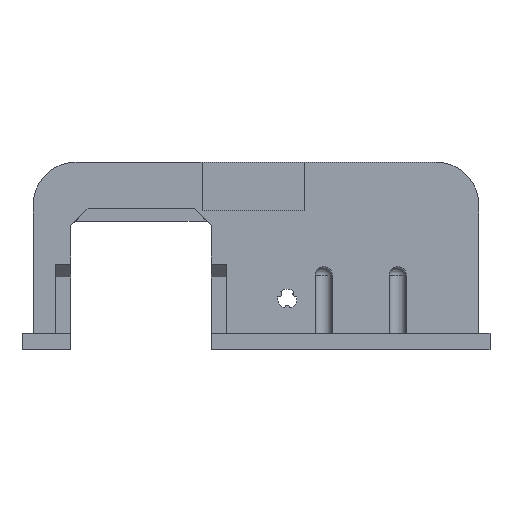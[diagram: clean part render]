
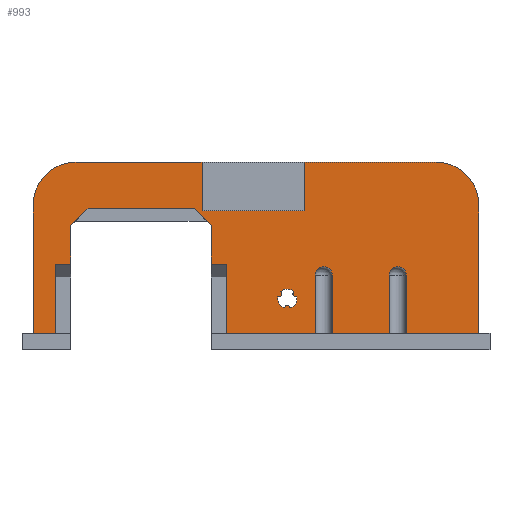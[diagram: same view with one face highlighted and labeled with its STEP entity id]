
A CAD part, top view. The second image highlights one B-rep face of the part: STEP entity #993.
In plain terms, the highlighted planar face has unit normal (0, 0, 1).
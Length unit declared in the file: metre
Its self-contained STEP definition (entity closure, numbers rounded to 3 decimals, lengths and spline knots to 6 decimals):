
#30=CIRCLE('',#1059,0.001);
#31=CIRCLE('',#1060,0.005);
#32=CIRCLE('',#1061,0.005);
#33=CIRCLE('',#1062,0.001);
#34=CIRCLE('',#1063,0.000325);
#35=CIRCLE('',#1064,0.001125);
#36=CIRCLE('',#1065,0.000325);
#37=CIRCLE('',#1066,0.001125);
#38=CIRCLE('',#1067,0.000325);
#39=CIRCLE('',#1068,0.001125);
#72=ORIENTED_EDGE('',*,*,#372,.T.);
#73=ORIENTED_EDGE('',*,*,#373,.T.);
#74=ORIENTED_EDGE('',*,*,#374,.T.);
#75=ORIENTED_EDGE('',*,*,#375,.T.);
#76=ORIENTED_EDGE('',*,*,#376,.T.);
#77=ORIENTED_EDGE('',*,*,#377,.F.);
#78=ORIENTED_EDGE('',*,*,#378,.F.);
#79=ORIENTED_EDGE('',*,*,#379,.F.);
#80=ORIENTED_EDGE('',*,*,#380,.F.);
#81=ORIENTED_EDGE('',*,*,#381,.F.);
#82=ORIENTED_EDGE('',*,*,#382,.T.);
#83=ORIENTED_EDGE('',*,*,#383,.F.);
#84=ORIENTED_EDGE('',*,*,#384,.T.);
#85=ORIENTED_EDGE('',*,*,#385,.T.);
#86=ORIENTED_EDGE('',*,*,#386,.T.);
#87=ORIENTED_EDGE('',*,*,#387,.T.);
#88=ORIENTED_EDGE('',*,*,#388,.T.);
#89=ORIENTED_EDGE('',*,*,#389,.F.);
#90=ORIENTED_EDGE('',*,*,#390,.T.);
#91=ORIENTED_EDGE('',*,*,#366,.F.);
#92=ORIENTED_EDGE('',*,*,#391,.T.);
#93=ORIENTED_EDGE('',*,*,#392,.T.);
#94=ORIENTED_EDGE('',*,*,#393,.T.);
#95=ORIENTED_EDGE('',*,*,#394,.F.);
#96=ORIENTED_EDGE('',*,*,#395,.T.);
#97=ORIENTED_EDGE('',*,*,#396,.T.);
#98=ORIENTED_EDGE('',*,*,#397,.T.);
#99=ORIENTED_EDGE('',*,*,#398,.F.);
#100=ORIENTED_EDGE('',*,*,#399,.T.);
#101=ORIENTED_EDGE('',*,*,#400,.F.);
#102=ORIENTED_EDGE('',*,*,#401,.T.);
#103=ORIENTED_EDGE('',*,*,#402,.F.);
#104=ORIENTED_EDGE('',*,*,#403,.T.);
#105=ORIENTED_EDGE('',*,*,#404,.F.);
#366=EDGE_CURVE('',#516,#517,#616,.T.);
#372=EDGE_CURVE('',#522,#523,#30,.T.);
#373=EDGE_CURVE('',#523,#524,#622,.T.);
#374=EDGE_CURVE('',#524,#525,#623,.T.);
#375=EDGE_CURVE('',#525,#526,#624,.T.);
#376=EDGE_CURVE('',#526,#527,#31,.F.);
#377=EDGE_CURVE('',#528,#527,#625,.T.);
#378=EDGE_CURVE('',#529,#528,#626,.T.);
#379=EDGE_CURVE('',#530,#529,#627,.T.);
#380=EDGE_CURVE('',#531,#530,#628,.T.);
#381=EDGE_CURVE('',#532,#531,#629,.T.);
#382=EDGE_CURVE('',#532,#533,#32,.F.);
#383=EDGE_CURVE('',#534,#533,#630,.T.);
#384=EDGE_CURVE('',#534,#535,#631,.T.);
#385=EDGE_CURVE('',#535,#536,#632,.T.);
#386=EDGE_CURVE('',#536,#537,#633,.T.);
#387=EDGE_CURVE('',#537,#538,#634,.T.);
#388=EDGE_CURVE('',#538,#539,#635,.T.);
#389=EDGE_CURVE('',#540,#539,#636,.T.);
#390=EDGE_CURVE('',#540,#517,#637,.F.);
#391=EDGE_CURVE('',#516,#541,#638,.T.);
#392=EDGE_CURVE('',#541,#542,#639,.T.);
#393=EDGE_CURVE('',#542,#543,#640,.T.);
#394=EDGE_CURVE('',#544,#543,#641,.T.);
#395=EDGE_CURVE('',#544,#545,#33,.T.);
#396=EDGE_CURVE('',#545,#546,#642,.T.);
#397=EDGE_CURVE('',#546,#547,#643,.T.);
#398=EDGE_CURVE('',#522,#547,#644,.T.);
#399=EDGE_CURVE('',#548,#549,#34,.T.);
#400=EDGE_CURVE('',#550,#549,#35,.T.);
#401=EDGE_CURVE('',#550,#551,#36,.T.);
#402=EDGE_CURVE('',#552,#551,#37,.T.);
#403=EDGE_CURVE('',#552,#553,#38,.T.);
#404=EDGE_CURVE('',#548,#553,#39,.T.);
#516=VERTEX_POINT('',#1439);
#517=VERTEX_POINT('',#1441);
#522=VERTEX_POINT('',#1453);
#523=VERTEX_POINT('',#1454);
#524=VERTEX_POINT('',#1456);
#525=VERTEX_POINT('',#1458);
#526=VERTEX_POINT('',#1460);
#527=VERTEX_POINT('',#1462);
#528=VERTEX_POINT('',#1464);
#529=VERTEX_POINT('',#1466);
#530=VERTEX_POINT('',#1468);
#531=VERTEX_POINT('',#1470);
#532=VERTEX_POINT('',#1472);
#533=VERTEX_POINT('',#1474);
#534=VERTEX_POINT('',#1476);
#535=VERTEX_POINT('',#1478);
#536=VERTEX_POINT('',#1480);
#537=VERTEX_POINT('',#1482);
#538=VERTEX_POINT('',#1484);
#539=VERTEX_POINT('',#1486);
#540=VERTEX_POINT('',#1488);
#541=VERTEX_POINT('',#1491);
#542=VERTEX_POINT('',#1493);
#543=VERTEX_POINT('',#1495);
#544=VERTEX_POINT('',#1497);
#545=VERTEX_POINT('',#1499);
#546=VERTEX_POINT('',#1501);
#547=VERTEX_POINT('',#1503);
#548=VERTEX_POINT('',#1506);
#549=VERTEX_POINT('',#1507);
#550=VERTEX_POINT('',#1509);
#551=VERTEX_POINT('',#1511);
#552=VERTEX_POINT('',#1513);
#553=VERTEX_POINT('',#1515);
#616=LINE('',#1440,#732);
#622=LINE('',#1455,#738);
#623=LINE('',#1457,#739);
#624=LINE('',#1459,#740);
#625=LINE('',#1463,#741);
#626=LINE('',#1465,#742);
#627=LINE('',#1467,#743);
#628=LINE('',#1469,#744);
#629=LINE('',#1471,#745);
#630=LINE('',#1475,#746);
#631=LINE('',#1477,#747);
#632=LINE('',#1479,#748);
#633=LINE('',#1481,#749);
#634=LINE('',#1483,#750);
#635=LINE('',#1485,#751);
#636=LINE('',#1487,#752);
#637=LINE('',#1489,#753);
#638=LINE('',#1490,#754);
#639=LINE('',#1492,#755);
#640=LINE('',#1494,#756);
#641=LINE('',#1496,#757);
#642=LINE('',#1500,#758);
#643=LINE('',#1502,#759);
#644=LINE('',#1504,#760);
#732=VECTOR('',#1149,1.);
#738=VECTOR('',#1159,1.);
#739=VECTOR('',#1160,1.);
#740=VECTOR('',#1161,1.);
#741=VECTOR('',#1164,1.);
#742=VECTOR('',#1165,1.);
#743=VECTOR('',#1166,1.);
#744=VECTOR('',#1167,1.);
#745=VECTOR('',#1168,1.);
#746=VECTOR('',#1171,1.);
#747=VECTOR('',#1172,1.);
#748=VECTOR('',#1173,1.);
#749=VECTOR('',#1174,1.);
#750=VECTOR('',#1175,1.);
#751=VECTOR('',#1176,1.);
#752=VECTOR('',#1177,1.);
#753=VECTOR('',#1178,1.);
#754=VECTOR('',#1179,1.);
#755=VECTOR('',#1180,1.);
#756=VECTOR('',#1181,1.);
#757=VECTOR('',#1182,1.);
#758=VECTOR('',#1185,1.);
#759=VECTOR('',#1186,1.);
#760=VECTOR('',#1187,1.);
#847=EDGE_LOOP('',(#72,#73,#74,#75,#76,#77,#78,#79,#80,#81,#82,#83,#84,
#85,#86,#87,#88,#89,#90,#91,#92,#93,#94,#95,#96,#97,#98,#99));
#848=EDGE_LOOP('',(#100,#101,#102,#103,#104,#105));
#903=FACE_BOUND('',#847,.T.);
#904=FACE_BOUND('',#848,.T.);
#959=PLANE('',#1058);
#993=ADVANCED_FACE('',(#903,#904),#959,.F.);
#1058=AXIS2_PLACEMENT_3D('',#1451,#1155,#1156);
#1059=AXIS2_PLACEMENT_3D('',#1452,#1157,#1158);
#1060=AXIS2_PLACEMENT_3D('',#1461,#1162,#1163);
#1061=AXIS2_PLACEMENT_3D('',#1473,#1169,#1170);
#1062=AXIS2_PLACEMENT_3D('',#1498,#1183,#1184);
#1063=AXIS2_PLACEMENT_3D('',#1505,#1188,#1189);
#1064=AXIS2_PLACEMENT_3D('',#1508,#1190,#1191);
#1065=AXIS2_PLACEMENT_3D('',#1510,#1192,#1193);
#1066=AXIS2_PLACEMENT_3D('',#1512,#1194,#1195);
#1067=AXIS2_PLACEMENT_3D('',#1514,#1196,#1197);
#1068=AXIS2_PLACEMENT_3D('',#1516,#1198,#1199);
#1149=DIRECTION('',(0.,1.,0.));
#1155=DIRECTION('',(0.,0.,-1.));
#1156=DIRECTION('',(-1.,0.,0.));
#1157=DIRECTION('',(0.,0.,-1.));
#1158=DIRECTION('',(-1.,0.,0.));
#1159=DIRECTION('',(0.,-1.,0.));
#1160=DIRECTION('',(1.,0.,0.));
#1161=DIRECTION('',(0.,1.,0.));
#1162=DIRECTION('',(0.,0.,-1.));
#1163=DIRECTION('',(-1.,0.,0.));
#1164=DIRECTION('',(1.,0.,0.));
#1165=DIRECTION('',(0.,1.,0.));
#1166=DIRECTION('',(1.,0.,0.));
#1167=DIRECTION('',(0.,-1.,0.));
#1168=DIRECTION('',(1.,0.,0.));
#1169=DIRECTION('',(0.,0.,-1.));
#1170=DIRECTION('',(-1.,0.,0.));
#1171=DIRECTION('',(0.,1.,0.));
#1172=DIRECTION('',(1.,0.,0.));
#1173=DIRECTION('',(0.,1.,0.));
#1174=DIRECTION('',(1.,0.,0.));
#1175=DIRECTION('',(0.,1.,0.));
#1176=DIRECTION('',(0.707,0.707,0.));
#1177=DIRECTION('',(-1.,0.,0.));
#1178=DIRECTION('',(-0.707,0.707,0.));
#1179=DIRECTION('',(1.,0.,0.));
#1180=DIRECTION('',(0.,-1.,0.));
#1181=DIRECTION('',(1.,0.,0.));
#1182=DIRECTION('',(0.,-1.,0.));
#1183=DIRECTION('',(0.,0.,-1.));
#1184=DIRECTION('',(-1.,0.,0.));
#1185=DIRECTION('',(0.,-1.,0.));
#1186=DIRECTION('',(1.,0.,0.));
#1187=DIRECTION('',(0.,-1.,0.));
#1188=DIRECTION('',(0.,0.,1.));
#1189=DIRECTION('',(1.,0.,0.));
#1190=DIRECTION('',(0.,0.,1.));
#1191=DIRECTION('',(1.,0.,0.));
#1192=DIRECTION('',(0.,0.,1.));
#1193=DIRECTION('',(1.,0.,0.));
#1194=DIRECTION('',(0.,0.,1.));
#1195=DIRECTION('',(1.,0.,0.));
#1196=DIRECTION('',(0.,0.,1.));
#1197=DIRECTION('',(1.,0.,0.));
#1198=DIRECTION('',(0.,0.,1.));
#1199=DIRECTION('',(1.,0.,0.));
#1439=CARTESIAN_POINT('',(0.0082,0.01,0.));
#1440=CARTESIAN_POINT('',(0.0082,0.0119,0.));
#1441=CARTESIAN_POINT('',(0.0082,0.0145,0.));
#1451=CARTESIAN_POINT('',(-0.018957,0.0119,0.));
#1452=CARTESIAN_POINT('',(0.02993,0.0087,0.));
#1453=CARTESIAN_POINT('',(0.02893,0.0087,0.));
#1454=CARTESIAN_POINT('',(0.03093,0.0087,0.));
#1455=CARTESIAN_POINT('',(0.03093,0.0097,0.));
#1456=CARTESIAN_POINT('',(0.03093,0.0019,0.));
#1457=CARTESIAN_POINT('',(-0.018957,0.0019,0.));
#1458=CARTESIAN_POINT('',(0.0394,0.0019,0.));
#1459=CARTESIAN_POINT('',(0.0394,0.0119,0.));
#1460=CARTESIAN_POINT('',(0.0394,0.0169,0.));
#1461=CARTESIAN_POINT('',(0.0344,0.0169,0.));
#1462=CARTESIAN_POINT('',(0.0344,0.0219,0.));
#1463=CARTESIAN_POINT('',(-0.018957,0.0219,0.));
#1464=CARTESIAN_POINT('',(0.019,0.0219,0.));
#1465=CARTESIAN_POINT('',(0.019,0.01906,0.));
#1466=CARTESIAN_POINT('',(0.019,0.01622,0.));
#1467=CARTESIAN_POINT('',(0.01305,0.01622,0.));
#1468=CARTESIAN_POINT('',(0.0071,0.01622,0.));
#1469=CARTESIAN_POINT('',(0.0071,0.01906,0.));
#1470=CARTESIAN_POINT('',(0.0071,0.0219,0.));
#1471=CARTESIAN_POINT('',(-0.018957,0.0219,0.));
#1472=CARTESIAN_POINT('',(-0.0076,0.0219,0.));
#1473=CARTESIAN_POINT('',(-0.0076,0.0169,0.));
#1474=CARTESIAN_POINT('',(-0.0126,0.0169,0.));
#1475=CARTESIAN_POINT('',(-0.0126,0.0119,0.));
#1476=CARTESIAN_POINT('',(-0.0126,0.0019,0.));
#1477=CARTESIAN_POINT('',(-0.018957,0.0019,0.));
#1478=CARTESIAN_POINT('',(-0.01,0.0019,0.));
#1479=CARTESIAN_POINT('',(-0.01,0.00495,0.));
#1480=CARTESIAN_POINT('',(-0.01,0.01,0.));
#1481=CARTESIAN_POINT('',(-0.0082,0.01,0.));
#1482=CARTESIAN_POINT('',(-0.0082,0.01,0.));
#1483=CARTESIAN_POINT('',(-0.0082,0.0119,0.));
#1484=CARTESIAN_POINT('',(-0.0082,0.0145,0.));
#1485=CARTESIAN_POINT('',(-0.014879,0.007821,0.));
#1486=CARTESIAN_POINT('',(-0.0062,0.0165,0.));
#1487=CARTESIAN_POINT('',(-0.018957,0.0165,0.));
#1488=CARTESIAN_POINT('',(0.0062,0.0165,0.));
#1489=CARTESIAN_POINT('',(-0.004079,0.026779,0.));
#1490=CARTESIAN_POINT('',(0.01,0.01,0.));
#1491=CARTESIAN_POINT('',(0.01,0.01,0.));
#1492=CARTESIAN_POINT('',(0.01,0.00495,0.));
#1493=CARTESIAN_POINT('',(0.01,0.0019,0.));
#1494=CARTESIAN_POINT('',(-0.018957,0.0019,0.));
#1495=CARTESIAN_POINT('',(0.02029,0.0019,0.));
#1496=CARTESIAN_POINT('',(0.02029,0.0097,0.));
#1497=CARTESIAN_POINT('',(0.02029,0.0087,0.));
#1498=CARTESIAN_POINT('',(0.02129,0.0087,0.));
#1499=CARTESIAN_POINT('',(0.02229,0.0087,0.));
#1500=CARTESIAN_POINT('',(0.02229,0.0097,0.));
#1501=CARTESIAN_POINT('',(0.02229,0.0019,0.));
#1502=CARTESIAN_POINT('',(-0.018957,0.0019,0.));
#1503=CARTESIAN_POINT('',(0.02893,0.0019,0.));
#1504=CARTESIAN_POINT('',(0.02893,0.0097,0.));
#1505=CARTESIAN_POINT('',(0.016086,0.006533,0.));
#1506=CARTESIAN_POINT('',(0.015966,0.006231,0.));
#1507=CARTESIAN_POINT('',(0.016287,0.006788,0.));
#1508=CARTESIAN_POINT('',(0.01706,0.00597,0.));
#1509=CARTESIAN_POINT('',(0.017833,0.006788,0.));
#1510=CARTESIAN_POINT('',(0.018034,0.006533,0.));
#1511=CARTESIAN_POINT('',(0.018154,0.006231,0.));
#1512=CARTESIAN_POINT('',(0.01706,0.00597,0.));
#1513=CARTESIAN_POINT('',(0.017382,0.004892,0.));
#1514=CARTESIAN_POINT('',(0.01706,0.004845,0.));
#1515=CARTESIAN_POINT('',(0.016738,0.004892,0.));
#1516=CARTESIAN_POINT('',(0.01706,0.00597,0.));
